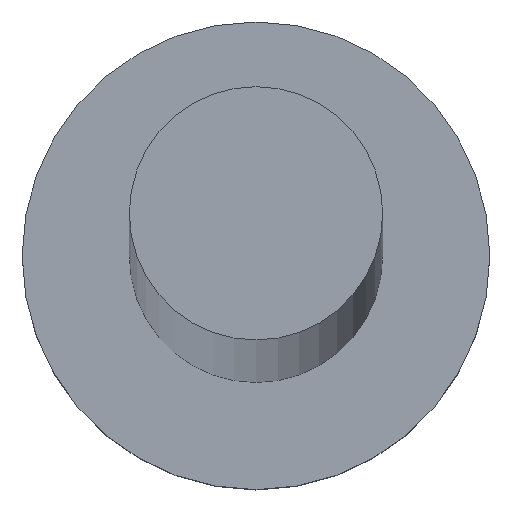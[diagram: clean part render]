
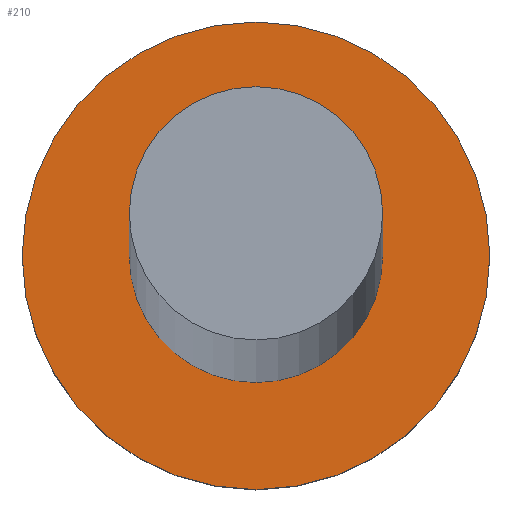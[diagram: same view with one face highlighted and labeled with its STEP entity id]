
A CAD part, top view. The second image highlights one B-rep face of the part: STEP entity #210.
In plain terms, the highlighted planar face has unit normal (0, 0, 1).
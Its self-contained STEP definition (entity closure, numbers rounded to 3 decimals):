
#3 = DIRECTION ( 'NONE',  ( 1., 0., 0. ) ) ;
#4 = AXIS2_PLACEMENT_3D ( 'NONE', #192, #174, #220 ) ;
#7 = EDGE_CURVE ( 'NONE', #195, #85, #254, .T. ) ;
#11 = PLANE ( 'NONE',  #4 ) ;
#30 = DIRECTION ( 'NONE',  ( 1., 0., 0. ) ) ;
#41 = ORIENTED_EDGE ( 'NONE', *, *, #100, .T. ) ;
#44 = CARTESIAN_POINT ( 'NONE',  ( -6., 0., 5. ) ) ;
#58 = FACE_OUTER_BOUND ( 'NONE', #214, .T. ) ;
#61 = VERTEX_POINT ( 'NONE', #189 ) ;
#74 = DIRECTION ( 'NONE',  ( 0., 0., 1. ) ) ;
#76 = CARTESIAN_POINT ( 'NONE',  ( 0., 0., 5. ) ) ;
#78 = DIRECTION ( 'NONE',  ( 1., 0., 0. ) ) ;
#83 = FACE_BOUND ( 'NONE', #109, .T. ) ;
#85 = VERTEX_POINT ( 'NONE', #191 ) ;
#86 = CARTESIAN_POINT ( 'NONE',  ( 3.25, 0., 5. ) ) ;
#90 = AXIS2_PLACEMENT_3D ( 'NONE', #76, #148, #78 ) ;
#100 = EDGE_CURVE ( 'NONE', #85, #195, #225, .T. ) ;
#101 = CIRCLE ( 'NONE', #90, 3.25 ) ;
#102 = AXIS2_PLACEMENT_3D ( 'NONE', #241, #110, #30 ) ;
#109 = EDGE_LOOP ( 'NONE', ( #213, #132 ) ) ;
#110 = DIRECTION ( 'NONE',  ( 0., 0., 1. ) ) ;
#115 = EDGE_CURVE ( 'NONE', #133, #61, #101, .T. ) ;
#116 = CIRCLE ( 'NONE', #102, 3.25 ) ;
#122 = ORIENTED_EDGE ( 'NONE', *, *, #7, .T. ) ;
#132 = ORIENTED_EDGE ( 'NONE', *, *, #115, .F. ) ;
#133 = VERTEX_POINT ( 'NONE', #86 ) ;
#148 = DIRECTION ( 'NONE',  ( 0., 0., 1. ) ) ;
#150 = CARTESIAN_POINT ( 'NONE',  ( 0., 0., 5. ) ) ;
#174 = DIRECTION ( 'NONE',  ( 0., 0., 1. ) ) ;
#189 = CARTESIAN_POINT ( 'NONE',  ( -3.25, 0., 5. ) ) ;
#190 = AXIS2_PLACEMENT_3D ( 'NONE', #244, #255, #252 ) ;
#191 = CARTESIAN_POINT ( 'NONE',  ( 6., 0., 5. ) ) ;
#192 = CARTESIAN_POINT ( 'NONE',  ( 0., 0., 5. ) ) ;
#195 = VERTEX_POINT ( 'NONE', #44 ) ;
#198 = EDGE_CURVE ( 'NONE', #61, #133, #116, .T. ) ;
#210 = ADVANCED_FACE ( 'NONE', ( #83, #58 ), #11, .T. ) ;
#211 = AXIS2_PLACEMENT_3D ( 'NONE', #150, #74, #3 ) ;
#213 = ORIENTED_EDGE ( 'NONE', *, *, #198, .F. ) ;
#214 = EDGE_LOOP ( 'NONE', ( #122, #41 ) ) ;
#220 = DIRECTION ( 'NONE',  ( 1., 0., 0. ) ) ;
#225 = CIRCLE ( 'NONE', #211, 6. ) ;
#241 = CARTESIAN_POINT ( 'NONE',  ( 0., 0., 5. ) ) ;
#244 = CARTESIAN_POINT ( 'NONE',  ( 0., 0., 5. ) ) ;
#252 = DIRECTION ( 'NONE',  ( 1., 0., 0. ) ) ;
#254 = CIRCLE ( 'NONE', #190, 6. ) ;
#255 = DIRECTION ( 'NONE',  ( 0., 0., 1. ) ) ;
